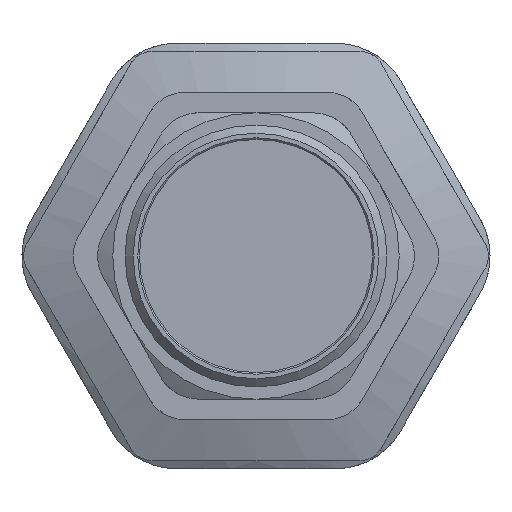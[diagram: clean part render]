
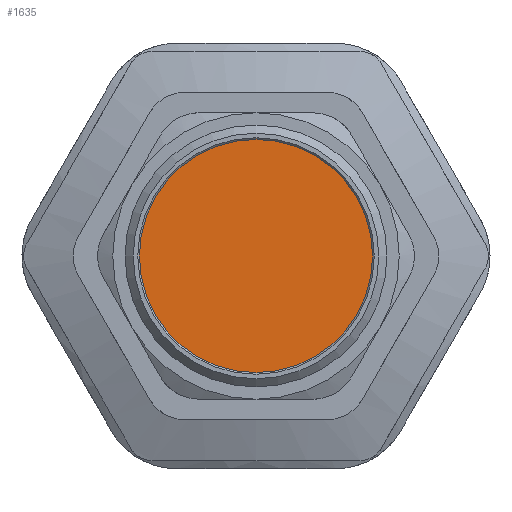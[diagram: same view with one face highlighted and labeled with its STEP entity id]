
A CAD part, front view. The second image highlights one B-rep face of the part: STEP entity #1635.
In plain terms, the highlighted planar face has unit normal (0, -1, 0).
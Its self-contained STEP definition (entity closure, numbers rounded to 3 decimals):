
#218=FACE_OUTER_BOUND('',#316,.T.);
#316=EDGE_LOOP('',(#1047));
#561=CIRCLE('',#1765,14.25);
#628=VERTEX_POINT('',#2686);
#793=EDGE_CURVE('',#628,#628,#561,.T.);
#1047=ORIENTED_EDGE('',*,*,#793,.F.);
#1502=PLANE('',#1764);
#1635=ADVANCED_FACE('',(#218),#1502,.F.);
#1764=AXIS2_PLACEMENT_3D('',#2685,#1930,#1931);
#1765=AXIS2_PLACEMENT_3D('',#2687,#1932,#1933);
#1930=DIRECTION('center_axis',(0.,1.,0.));
#1931=DIRECTION('ref_axis',(0.,0.,1.));
#1932=DIRECTION('center_axis',(0.,1.,0.));
#1933=DIRECTION('ref_axis',(1.,0.,0.));
#2685=CARTESIAN_POINT('Origin',(1.533,-14.375,0.));
#2686=CARTESIAN_POINT('',(-12.717,-14.375,0.));
#2687=CARTESIAN_POINT('Origin',(1.533,-14.375,0.));
